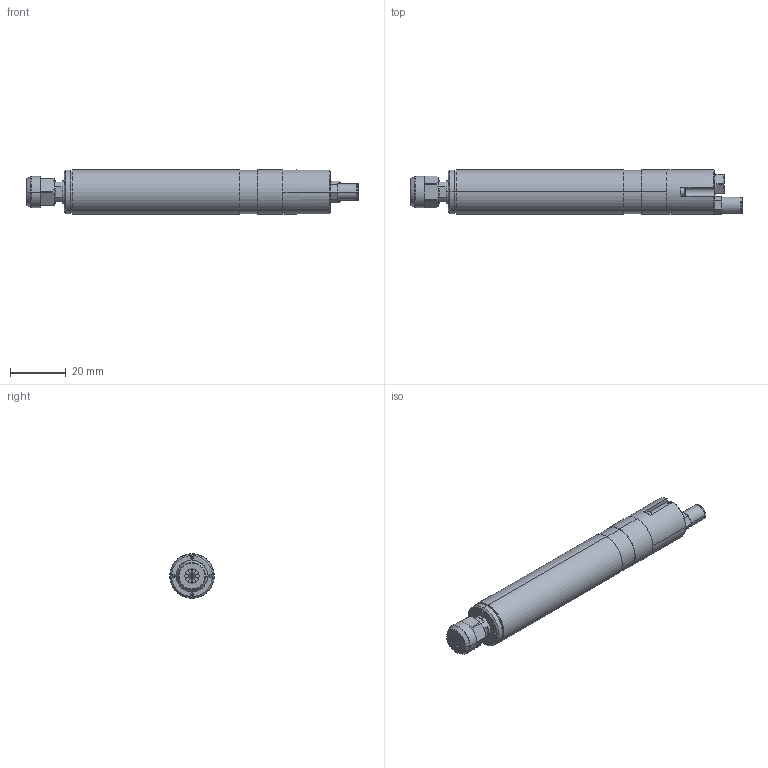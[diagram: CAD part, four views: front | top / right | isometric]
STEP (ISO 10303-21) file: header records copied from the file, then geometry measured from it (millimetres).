
FILE_DESCRIPTION (( 'STEP AP203' ), '1' );
FILE_NAME ('016S100-00A.STEP', '2014-09-30T04:27:25', ( '' ), ( '' ), 'SwSTEP 2.0', 'SolidWorks 2014', '' );
FILE_SCHEMA (( 'CONFIG_CONTROL_DESIGN' ));
Length unit declared in the file: millimetre
Products named in the file (1): 016S100-00A
Bounding box: 119.47 x 16 x 16 mm (x, y, z)
Surface area: 7481.2 mm2 (no closed solid volume)
Topology: 0 solids, 11 shells, 210 faces, 682 edges, 482 vertices
Faces by surface type: plane 110, cylinder 68, cone 24, torus 8
Entity records: 7707 total; most frequent: CARTESIAN_POINT 1587, DIRECTION 1332, ORIENTED_EDGE 1118, EDGE_CURVE 678, AXIS2_PLACEMENT_3D 487, VERTEX_POINT 482, VECTOR 358, LINE 358
